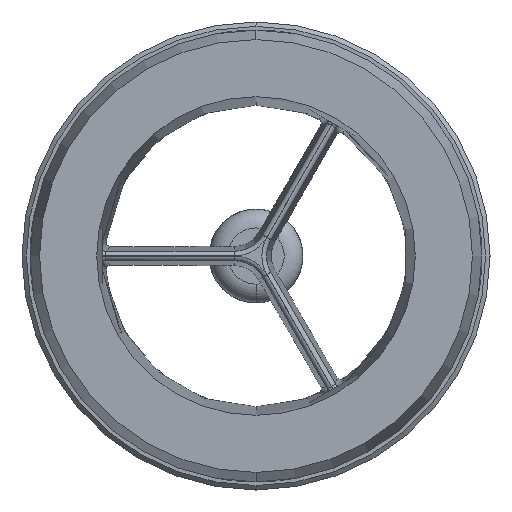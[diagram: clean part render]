
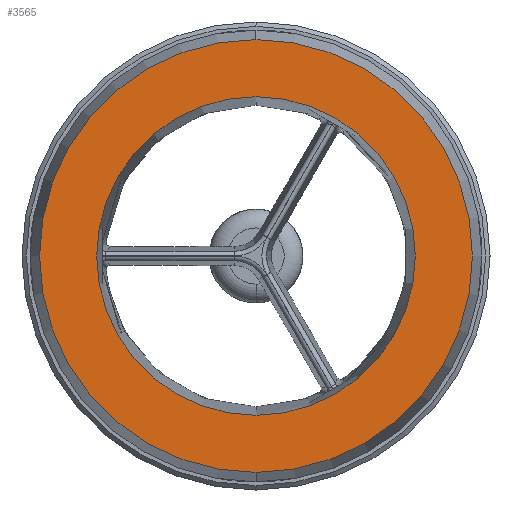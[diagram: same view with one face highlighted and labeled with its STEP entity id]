
A CAD part, left-side view. The second image highlights one B-rep face of the part: STEP entity #3565.
In plain terms, the highlighted planar face has unit normal (-1, 0, 0).
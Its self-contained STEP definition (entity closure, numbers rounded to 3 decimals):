
#4 = FACE_OUTER_BOUND ( 'NONE', #647, .T. ) ;
#28 = AXIS2_PLACEMENT_3D ( 'NONE', #2390, #1782, #6599 ) ;
#55 = AXIS2_PLACEMENT_3D ( 'NONE', #3363, #264, #3924 ) ;
#82 = FACE_BOUND ( 'NONE', #3070, .T. ) ;
#176 = VERTEX_POINT ( 'NONE', #2921 ) ;
#264 = DIRECTION ( 'NONE',  ( -1., 0., 0. ) ) ;
#306 = DIRECTION ( 'NONE',  ( 0., 0., 1. ) ) ;
#647 = EDGE_LOOP ( 'NONE', ( #6444, #1211 ) ) ;
#944 = CARTESIAN_POINT ( 'NONE',  ( 0., 0., -23.1 ) ) ;
#998 = AXIS2_PLACEMENT_3D ( 'NONE', #6302, #5165, #306 ) ;
#1063 = CIRCLE ( 'NONE', #28, 17. ) ;
#1187 = DIRECTION ( 'NONE',  ( 0., 0., -1. ) ) ;
#1211 = ORIENTED_EDGE ( 'NONE', *, *, #6795, .T. ) ;
#1347 = ORIENTED_EDGE ( 'NONE', *, *, #6836, .F. ) ;
#1501 = DIRECTION ( 'NONE',  ( -1., 0., 0. ) ) ;
#1550 = CARTESIAN_POINT ( 'NONE',  ( 0., 0., 0. ) ) ;
#1753 = VERTEX_POINT ( 'NONE', #944 ) ;
#1782 = DIRECTION ( 'NONE',  ( -1., 0., 0. ) ) ;
#2109 = DIRECTION ( 'NONE',  ( 0., 0., 1. ) ) ;
#2321 = CARTESIAN_POINT ( 'NONE',  ( 0., 0., 17. ) ) ;
#2390 = CARTESIAN_POINT ( 'NONE',  ( 0., 0., 0. ) ) ;
#2604 = CIRCLE ( 'NONE', #998, 23.1 ) ;
#2921 = CARTESIAN_POINT ( 'NONE',  ( 0., 0., -17. ) ) ;
#3070 = EDGE_LOOP ( 'NONE', ( #4842, #1347 ) ) ;
#3363 = CARTESIAN_POINT ( 'NONE',  ( 0., 0., 0. ) ) ;
#3565 = ADVANCED_FACE ( 'NONE', ( #82, #4 ), #5389, .F. ) ;
#3770 = CARTESIAN_POINT ( 'NONE',  ( 0., 0., 23.1 ) ) ;
#3848 = AXIS2_PLACEMENT_3D ( 'NONE', #1550, #1501, #2109 ) ;
#3914 = VERTEX_POINT ( 'NONE', #2321 ) ;
#3924 = DIRECTION ( 'NONE',  ( 0., 0., 1. ) ) ;
#4582 = VERTEX_POINT ( 'NONE', #3770 ) ;
#4772 = AXIS2_PLACEMENT_3D ( 'NONE', #6648, #7235, #1187 ) ;
#4842 = ORIENTED_EDGE ( 'NONE', *, *, #7753, .F. ) ;
#5165 = DIRECTION ( 'NONE',  ( -1., 0., 0. ) ) ;
#5389 = PLANE ( 'NONE',  #4772 ) ;
#6099 = CIRCLE ( 'NONE', #3848, 17. ) ;
#6302 = CARTESIAN_POINT ( 'NONE',  ( 0., 0., 0. ) ) ;
#6444 = ORIENTED_EDGE ( 'NONE', *, *, #6865, .T. ) ;
#6599 = DIRECTION ( 'NONE',  ( 0., 0., 1. ) ) ;
#6648 = CARTESIAN_POINT ( 'NONE',  ( 0., 17., 0. ) ) ;
#6795 = EDGE_CURVE ( 'NONE', #4582, #1753, #2604, .T. ) ;
#6836 = EDGE_CURVE ( 'NONE', #176, #3914, #6099, .T. ) ;
#6847 = CIRCLE ( 'NONE', #55, 23.1 ) ;
#6865 = EDGE_CURVE ( 'NONE', #1753, #4582, #6847, .T. ) ;
#7235 = DIRECTION ( 'NONE',  ( 1., 0., 0. ) ) ;
#7753 = EDGE_CURVE ( 'NONE', #3914, #176, #1063, .T. ) ;
